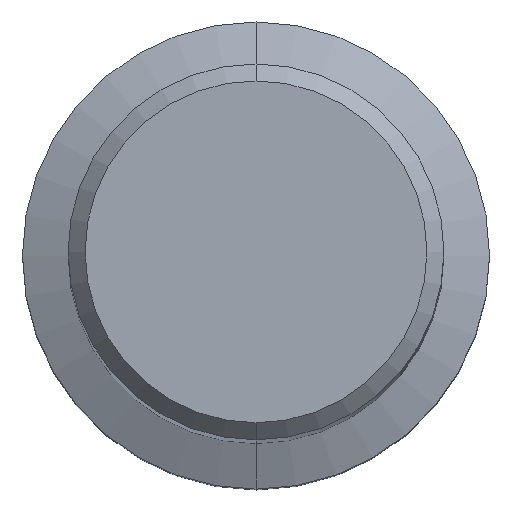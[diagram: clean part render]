
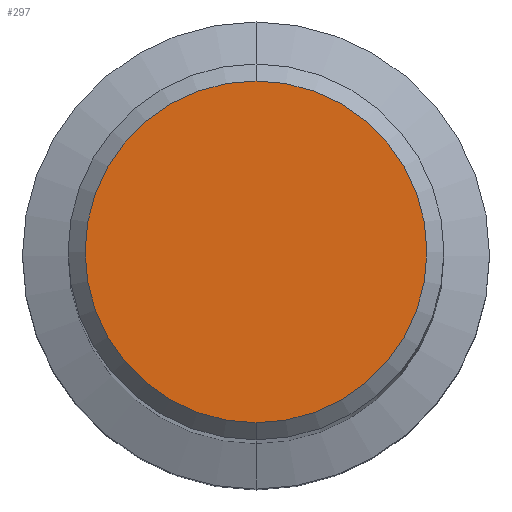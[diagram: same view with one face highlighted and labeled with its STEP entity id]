
A CAD part, top view. The second image highlights one B-rep face of the part: STEP entity #297.
In plain terms, the highlighted planar face has unit normal (0, 0, 1).
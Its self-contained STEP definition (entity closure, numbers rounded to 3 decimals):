
#281=EDGE_CURVE('',#375,#535,#650,.T.);
#297=ADVANCED_FACE('',(#666),#667,.T.);
#375=VERTEX_POINT('',#752);
#455=EDGE_CURVE('',#535,#375,#837,.T.);
#535=VERTEX_POINT('',#927);
#650=CIRCLE('',#1096,8.05);
#666=FACE_OUTER_BOUND('',#1147,.T.);
#667=PLANE('',#1148);
#752=CARTESIAN_POINT('',(0.,-8.05,0.0));
#837=CIRCLE('',#1551,8.05);
#927=CARTESIAN_POINT('',(0.0,8.05,0.0));
#1096=AXIS2_PLACEMENT_3D('',#1851,#1852,#1853);
#1147=EDGE_LOOP('',(#1864,#1865));
#1148=AXIS2_PLACEMENT_3D('',#1866,#1867,#1868);
#1551=AXIS2_PLACEMENT_3D('',#2031,#2032,#2033);
#1851=CARTESIAN_POINT('',(0.0,0.0,0.0));
#1852=DIRECTION('',(0.0,0.0,-1.0));
#1853=DIRECTION('',(0.0,1.0,0.0));
#1864=ORIENTED_EDGE('',*,*,#455,.F.);
#1865=ORIENTED_EDGE('',*,*,#281,.F.);
#1866=CARTESIAN_POINT('',(0.0,4.025,0.0));
#1867=DIRECTION('',(-0.0,0.0,1.0));
#1868=DIRECTION('',(0.0,-1.0,0.0));
#2031=CARTESIAN_POINT('',(0.0,0.0,0.0));
#2032=DIRECTION('',(0.0,0.0,-1.0));
#2033=DIRECTION('',(0.0,1.0,0.0));
